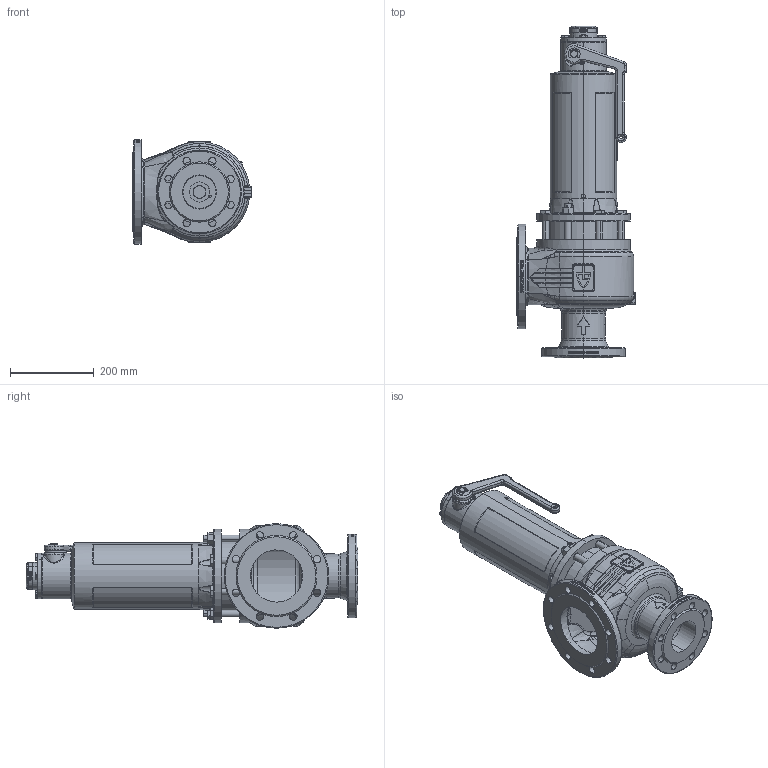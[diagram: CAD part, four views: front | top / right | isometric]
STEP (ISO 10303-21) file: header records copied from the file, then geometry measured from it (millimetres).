
FILE_DESCRIPTION (( 'STEP AP214' ), '1' );
FILE_NAME ('455BGFL_80_FLFL_80125_MD.STEP', '2020-09-01T08:03:23', ( '' ), ( '' ), 'SwSTEP 2.0', 'SolidWorks 2020', '' );
FILE_SCHEMA (( 'AUTOMOTIVE_DESIGN' ));
Length unit declared in the file: millimetre
Products named in the file (1): 455BGFL_80_FLFL_80125_MD
Bounding box: 284 x 794.9 x 250 mm (x, y, z)
Volume: 5769733.7 mm3; surface area: 1315590.8 mm2
Topology: 26 solids, 26 shells, 2913 faces, 7370 edges, 4674 vertices
Faces by surface type: plane 1066, bspline 803, cylinder 600, cone 280, torus 145, sphere 19
Entity records: 222901 total; most frequent: CARTESIAN_POINT 126462, ORIENTED_EDGE 14640, DIRECTION 11325, EDGE_CURVE 7320, VERTEX_POINT 4674, AXIS2_PLACEMENT_3D 4505, EDGE_LOOP 3234, UNCERTAINTY_MEASURE_WITH_UNIT 2934
